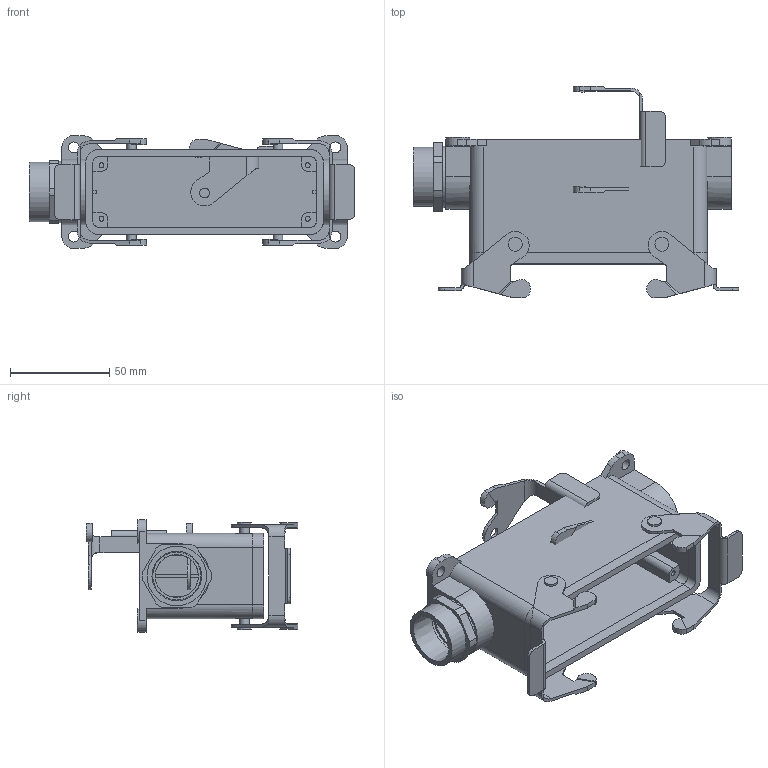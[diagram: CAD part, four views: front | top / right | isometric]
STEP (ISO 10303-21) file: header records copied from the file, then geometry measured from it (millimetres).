
FILE_DESCRIPTION( ( 'Unknown' ), '1' );
FILE_NAME( 'H_B_24_SGR_NPT_34_ASM.stp', 'Unknown', ( 'Unknown' ), ( 'Unknown' ), 'PSStep 11.0', 'Unknown', ' ' );
FILE_SCHEMA( ( 'AUTOMOTIVE_DESIGN { 1 0 10303 214 1 1 1 1 }' ) );
Length unit declared in the file: millimetre
Products named in the file (3): Assem1; H_B_24_SGR_NPT_34; H_B_10_QB_C
Bounding box: 164.3 x 106.85 x 57 mm (x, y, z)
Volume: 248160.8 mm3; surface area: 129031.5 mm2
Topology: 5 solids, 5 shells, 444 faces, 1158 edges, 760 vertices
Faces by surface type: plane 286, cylinder 156, cone 2
Full cylindrical faces by diameter (mm): 2.459 x8, 4.9 x8, 5 x6, 5.5 x8, 7 x8, 12 x8, 21.8 x2, 23.4 x2, 24.239 x2, 30 x2, 31 x2
Entity records: 7598 total; most frequent: CARTESIAN_POINT 1138, DIRECTION 1014, ORIENTED_EDGE 952, EDGE_CURVE 476, AXIS2_PLACEMENT_3D 350, VERTEX_POINT 328, LINE 314, VECTOR 314
